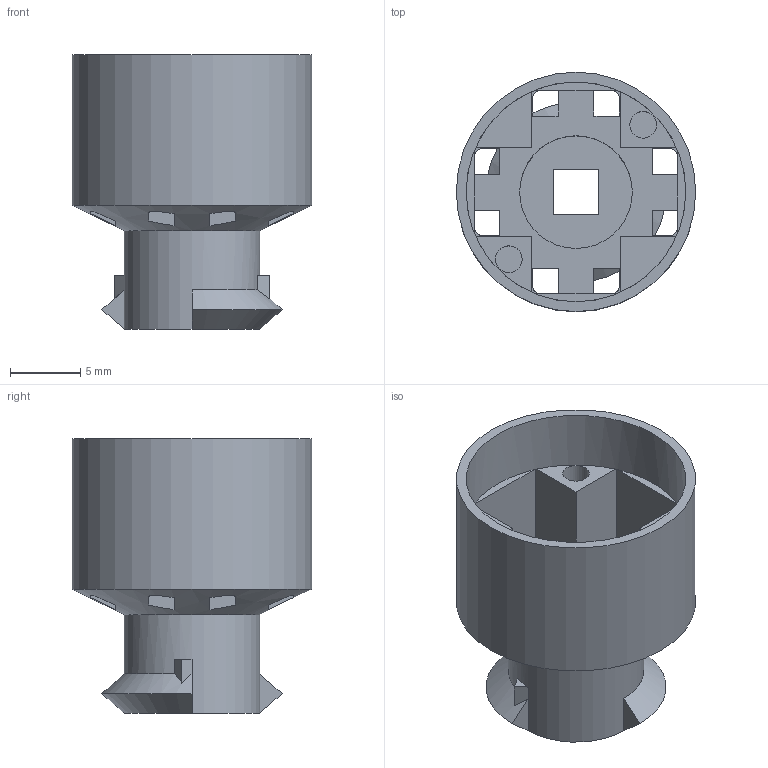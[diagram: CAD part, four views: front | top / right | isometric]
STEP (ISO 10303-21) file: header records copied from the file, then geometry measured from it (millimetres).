
FILE_DESCRIPTION(/* description */ ('STEP AP242','CAx-IF Rec.Pracs.---Representation and Presentation of Product Manufacturing Information (PMI)---4.0---2014-10-13','CAx-IF Rec.Pracs.---3D Tessellated Geometry---0.4---2014-09-14','2;1'),/* implementation_level */ '2;1');
FILE_NAME(/* name */ 'Full Assembly - Part 1 (25)',/* time_stamp */ '2025-06-24T23:24:52Z',/* author */ (''),/* organization */ (''),/* preprocessor_version */ 'ST-DEVELOPER v20',/* originating_system */ 'ONSHAPE BY PTC INC, 1.199',/* authorisation */ ' ');
FILE_SCHEMA (('AP242_MANAGED_MODEL_BASED_3D_ENGINEERING_MIM_LF { 1 0 10303 442 1 1 4 }'));
Length unit declared in the file: metre
Products named in the file (1): Part 1
Bounding box: 17 x 17 x 19.5 mm (x, y, z)
Volume: 1067.1 mm3; surface area: 2132.7 mm2
Topology: 1 solids, 1 shells, 96 faces, 261 edges, 163 vertices
Faces by surface type: plane 76, cylinder 15, cone 5
Full cylindrical faces by diameter (mm): 1.9 x2, 4.525 x1, 8 x1, 9.6 x1, 15.6 x1, 17 x1
Entity records: 3022 total; most frequent: CARTESIAN_POINT 649, ORIENTED_EDGE 502, DIRECTION 450, EDGE_CURVE 251, VERTEX_POINT 161, LINE 158, VECTOR 158, AXIS2_PLACEMENT_3D 146
